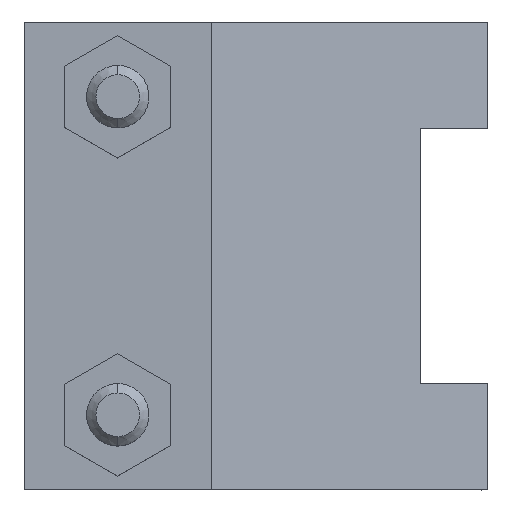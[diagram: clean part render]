
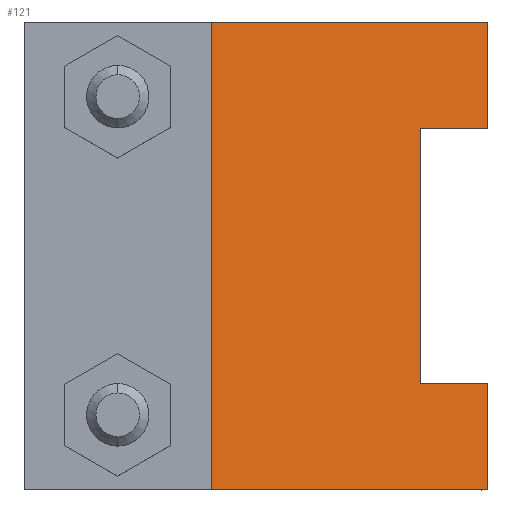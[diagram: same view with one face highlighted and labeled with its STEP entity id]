
A CAD part, top view. The second image highlights one B-rep face of the part: STEP entity #121.
In plain terms, the highlighted planar face has unit normal (0.174, 0, 0.985).
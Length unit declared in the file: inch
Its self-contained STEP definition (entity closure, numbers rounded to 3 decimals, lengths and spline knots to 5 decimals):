
#121=ADVANCED_FACE('',(#254),#255,.T.);
#254=FACE_OUTER_BOUND('',#394,.T.);
#255=PLANE('',#395);
#394=EDGE_LOOP('',(#683,#684,#685,#686,#687,#688,#689,#690));
#395=AXIS2_PLACEMENT_3D('',#691,#692,#693);
#683=ORIENTED_EDGE('',*,*,#894,.T.);
#684=ORIENTED_EDGE('',*,*,#928,.T.);
#685=ORIENTED_EDGE('',*,*,#875,.F.);
#686=ORIENTED_EDGE('',*,*,#887,.T.);
#687=ORIENTED_EDGE('',*,*,#862,.T.);
#688=ORIENTED_EDGE('',*,*,#823,.T.);
#689=ORIENTED_EDGE('',*,*,#815,.F.);
#690=ORIENTED_EDGE('',*,*,#851,.F.);
#691=CARTESIAN_POINT('',(-1.70372,2.28346,0.54028));
#692=DIRECTION('',(0.174,0.,0.985));
#693=DIRECTION('',(0.,-1.0,0.));
#815=EDGE_CURVE('',#960,#955,#962,.T.);
#823=EDGE_CURVE('',#975,#955,#976,.T.);
#851=EDGE_CURVE('',#1022,#960,#1023,.T.);
#862=EDGE_CURVE('',#1040,#975,#1041,.T.);
#875=EDGE_CURVE('',#1058,#1060,#1061,.T.);
#887=EDGE_CURVE('',#1058,#1040,#1079,.T.);
#894=EDGE_CURVE('',#1022,#1087,#1089,.T.);
#928=EDGE_CURVE('',#1087,#1060,#1133,.T.);
#955=VERTEX_POINT('',#1162);
#960=VERTEX_POINT('',#1169);
#962=LINE('',#1172,#1173);
#975=VERTEX_POINT('',#1191);
#976=LINE('',#1192,#1193);
#1022=VERTEX_POINT('',#1254);
#1023=LINE('',#1255,#1256);
#1040=VERTEX_POINT('',#1280);
#1041=LINE('',#1281,#1282);
#1058=VERTEX_POINT('',#1307);
#1060=VERTEX_POINT('',#1310);
#1061=LINE('',#1311,#1312);
#1079=LINE('',#1337,#1338);
#1087=VERTEX_POINT('',#1348);
#1089=LINE('',#1351,#1352);
#1133=LINE('',#1414,#1415);
#1162=CARTESIAN_POINT('',(0.04102,1.61417,0.23263));
#1169=CARTESIAN_POINT('',(0.04102,2.28346,0.23263));
#1172=CARTESIAN_POINT('',(0.04102,2.28346,0.23263));
#1173=VECTOR('',#1451,0.3937);
#1191=CARTESIAN_POINT('',(-0.38547,1.61417,0.30783));
#1192=CARTESIAN_POINT('',(-0.83135,1.61417,0.38645));
#1193=VECTOR('',#1457,0.3937);
#1254=CARTESIAN_POINT('',(-1.70372,2.28346,0.54028));
#1255=CARTESIAN_POINT('',(-1.70372,2.28346,0.54028));
#1256=VECTOR('',#1491,0.3937);
#1280=CARTESIAN_POINT('',(-0.38547,0.0,0.30783));
#1281=CARTESIAN_POINT('',(-0.38547,1.94882,0.30783));
#1282=VECTOR('',#1502,0.3937);
#1307=CARTESIAN_POINT('',(0.04102,0.,0.23263));
#1310=CARTESIAN_POINT('',(0.04102,-0.66929,0.23263));
#1311=CARTESIAN_POINT('',(0.04102,2.28346,0.23263));
#1312=VECTOR('',#1512,0.3937);
#1337=CARTESIAN_POINT('',(-1.0446,0.0,0.42405));
#1338=VECTOR('',#1523,0.3937);
#1348=CARTESIAN_POINT('',(-1.70372,-0.66929,0.54028));
#1351=CARTESIAN_POINT('',(-1.70372,2.28346,0.54028));
#1352=VECTOR('',#1530,0.3937);
#1414=CARTESIAN_POINT('',(-1.70372,-0.66929,0.54028));
#1415=VECTOR('',#1567,0.3937);
#1451=DIRECTION('',(0.,-1.0,0.));
#1457=DIRECTION('',(0.985,0.,-0.174));
#1491=DIRECTION('',(0.985,0.,-0.174));
#1502=DIRECTION('',(0.,1.0,0.));
#1512=DIRECTION('',(0.,-1.0,0.));
#1523=DIRECTION('',(-0.985,0.,0.174));
#1530=DIRECTION('',(0.,-1.0,0.));
#1567=DIRECTION('',(0.985,0.,-0.174));
